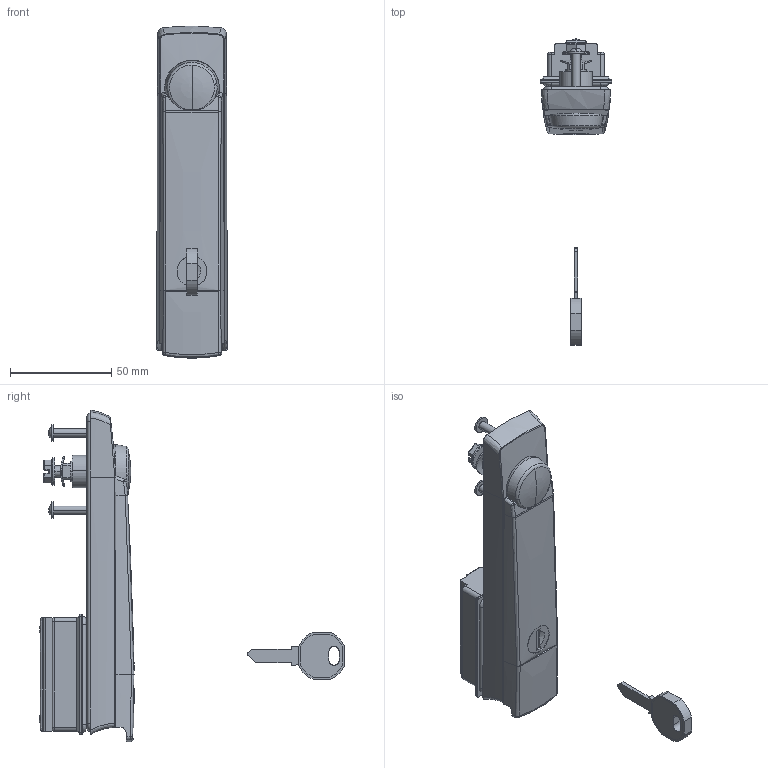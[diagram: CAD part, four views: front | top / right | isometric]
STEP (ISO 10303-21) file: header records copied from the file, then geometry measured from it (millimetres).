
FILE_DESCRIPTION((''),'2;1');
FILE_NAME('','2006-10-25T20:12:39',(''),(''),'','CADfix','');
FILE_SCHEMA(('AUTOMOTIVE_DESIGN { 1 0 10303 214 1 1 1 1 }'));
Length unit declared in the file: millimetre
Products named in the file (7): handle; bracket; base; shaft; lock; key; TEA_1225_U202_21197_36
Assembly tree (6 placements, depth 2):
  TEA_1225_U202_21197_36
    handle
    bracket
    base
    shaft
    lock
    key
Bounding box: 35 x 150.75 x 163.57 mm (x, y, z)
Volume: 97376.1 mm3; surface area: 48664.2 mm2
Topology: 6 solids, 6 shells, 522 faces, 1424 edges, 936 vertices
Faces by surface type: bspline 522
Entity records: 21145 total; most frequent: CARTESIAN_POINT 12882, ORIENTED_EDGE 2840, EDGE_CURVE 1420, VERTEX_POINT 936, QUASI_UNIFORM_CURVE 688, EDGE_LOOP 560, FACE_OUTER_BOUND 522, ADVANCED_FACE 522
